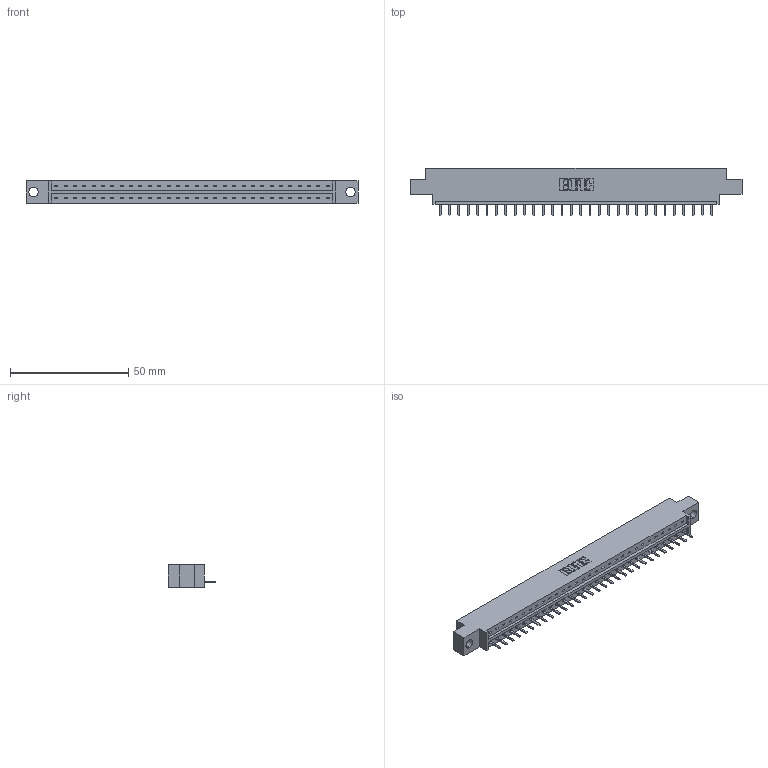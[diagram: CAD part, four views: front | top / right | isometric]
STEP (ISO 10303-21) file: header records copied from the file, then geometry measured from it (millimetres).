
FILE_DESCRIPTION (( 'STEP AP203' ), '1' );
FILE_NAME ('833-030-520-604.STEP', '2020-06-02T12:03:05', ( '' ), ( '' ), 'SwSTEP 2.0', 'SolidWorks 2020', '' );
FILE_SCHEMA (( 'CONFIG_CONTROL_DESIGN' ));
Length unit declared in the file: inch
Products named in the file (3): 833 Part_Offset - .156 Dia - TH; 833-030-520-604; 345-292-001_345-293-120
Assembly tree (31 placements, depth 2):
  833-030-520-604
    833 Part_Offset - .156 Dia - TH
    345-292-001_345-293-120  x30
Bounding box: 140.41 x 20.02 x 9.4 mm (x, y, z)
Volume: 13624.2 mm3; surface area: 14353.2 mm2
Topology: 31 solids, 31 shells, 1978 faces, 5843 edges, 3814 vertices
Faces by surface type: plane 1394, cylinder 584
Entity records: 20141 total; most frequent: CARTESIAN_POINT 3496, ORIENTED_EDGE 3450, DIRECTION 2961, EDGE_CURVE 1725, VECTOR 1593, LINE 1593, VERTEX_POINT 1146, AXIS2_PLACEMENT_3D 684
